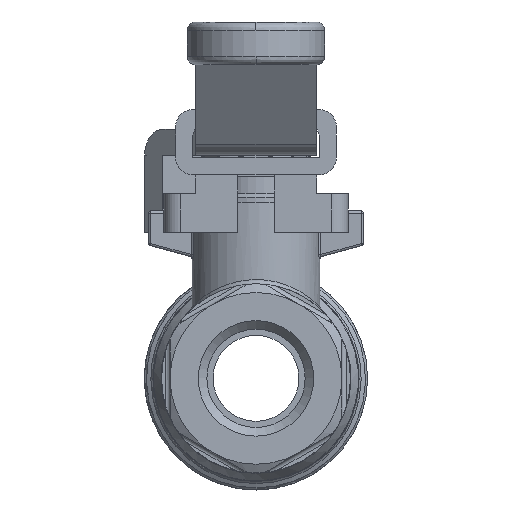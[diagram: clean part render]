
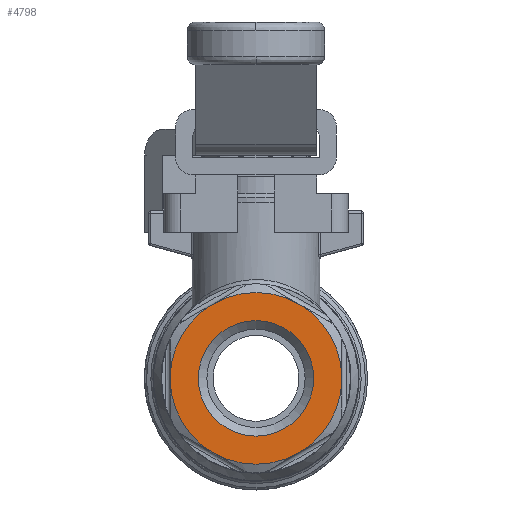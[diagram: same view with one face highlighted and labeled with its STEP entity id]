
A CAD part, left-side view. The second image highlights one B-rep face of the part: STEP entity #4798.
In plain terms, the highlighted face is planar.
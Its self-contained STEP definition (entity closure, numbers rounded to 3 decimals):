
#178=PLANE('',#5436);
#959=CIRCLE('',#5437,6.723);
#960=CIRCLE('',#5438,10.);
#961=CIRCLE('',#5439,10.);
#962=CIRCLE('',#5440,10.);
#963=CIRCLE('',#5441,10.);
#964=CIRCLE('',#5442,10.);
#965=CIRCLE('',#5443,10.);
#1265=ORIENTED_EDGE('',*,*,#2683,.T.);
#1266=ORIENTED_EDGE('',*,*,#2684,.T.);
#1267=ORIENTED_EDGE('',*,*,#2685,.T.);
#1268=ORIENTED_EDGE('',*,*,#2686,.T.);
#1269=ORIENTED_EDGE('',*,*,#2687,.T.);
#1270=ORIENTED_EDGE('',*,*,#2688,.T.);
#1271=ORIENTED_EDGE('',*,*,#2689,.T.);
#2683=EDGE_CURVE('',#3392,#3392,#959,.T.);
#2684=EDGE_CURVE('',#3393,#3394,#960,.F.);
#2685=EDGE_CURVE('',#3394,#3395,#961,.F.);
#2686=EDGE_CURVE('',#3395,#3396,#962,.F.);
#2687=EDGE_CURVE('',#3396,#3397,#963,.F.);
#2688=EDGE_CURVE('',#3397,#3398,#964,.F.);
#2689=EDGE_CURVE('',#3398,#3393,#965,.F.);
#3392=VERTEX_POINT('',#7745);
#3393=VERTEX_POINT('',#7747);
#3394=VERTEX_POINT('',#7748);
#3395=VERTEX_POINT('',#7750);
#3396=VERTEX_POINT('',#7752);
#3397=VERTEX_POINT('',#7754);
#3398=VERTEX_POINT('',#7756);
#3928=EDGE_LOOP('',(#1265));
#3929=EDGE_LOOP('',(#1266,#1267,#1268,#1269,#1270,#1271));
#4316=FACE_BOUND('',#3928,.T.);
#4317=FACE_BOUND('',#3929,.T.);
#4798=ADVANCED_FACE('',(#4316,#4317),#178,.F.);
#5436=AXIS2_PLACEMENT_3D('',#7743,#6053,#6054);
#5437=AXIS2_PLACEMENT_3D('',#7744,#6055,#6056);
#5438=AXIS2_PLACEMENT_3D('',#7746,#6057,#6058);
#5439=AXIS2_PLACEMENT_3D('',#7749,#6059,#6060);
#5440=AXIS2_PLACEMENT_3D('',#7751,#6061,#6062);
#5441=AXIS2_PLACEMENT_3D('',#7753,#6063,#6064);
#5442=AXIS2_PLACEMENT_3D('',#7755,#6065,#6066);
#5443=AXIS2_PLACEMENT_3D('',#7757,#6067,#6068);
#6053=DIRECTION('',(0.,1.,0.));
#6054=DIRECTION('',(0.,0.,1.));
#6055=DIRECTION('',(0.,1.,0.));
#6056=DIRECTION('',(0.,0.,1.));
#6057=DIRECTION('',(0.,1.,0.));
#6058=DIRECTION('',(0.,0.,1.));
#6059=DIRECTION('',(0.,1.,0.));
#6060=DIRECTION('',(0.,0.,1.));
#6061=DIRECTION('',(0.,1.,0.));
#6062=DIRECTION('',(0.,0.,1.));
#6063=DIRECTION('',(0.,1.,0.));
#6064=DIRECTION('',(0.,0.,1.));
#6065=DIRECTION('',(0.,1.,0.));
#6066=DIRECTION('',(0.,0.,1.));
#6067=DIRECTION('',(0.,1.,0.));
#6068=DIRECTION('',(0.,0.,1.));
#7743=CARTESIAN_POINT('',(0.,-20.,0.));
#7744=CARTESIAN_POINT('',(0.,-20.,0.));
#7745=CARTESIAN_POINT('',(0.,-20.,6.723));
#7746=CARTESIAN_POINT('',(0.,-20.,0.));
#7747=CARTESIAN_POINT('',(5.,-20.,-8.66));
#7748=CARTESIAN_POINT('',(10.,-20.,0.));
#7749=CARTESIAN_POINT('',(0.,-20.,0.));
#7750=CARTESIAN_POINT('',(5.,-20.,8.66));
#7751=CARTESIAN_POINT('',(0.,-20.,0.));
#7752=CARTESIAN_POINT('',(-5.,-20.,8.66));
#7753=CARTESIAN_POINT('',(0.,-20.,0.));
#7754=CARTESIAN_POINT('',(-10.,-20.,0.));
#7755=CARTESIAN_POINT('',(0.,-20.,0.));
#7756=CARTESIAN_POINT('',(-5.,-20.,-8.66));
#7757=CARTESIAN_POINT('',(0.,-20.,0.));
